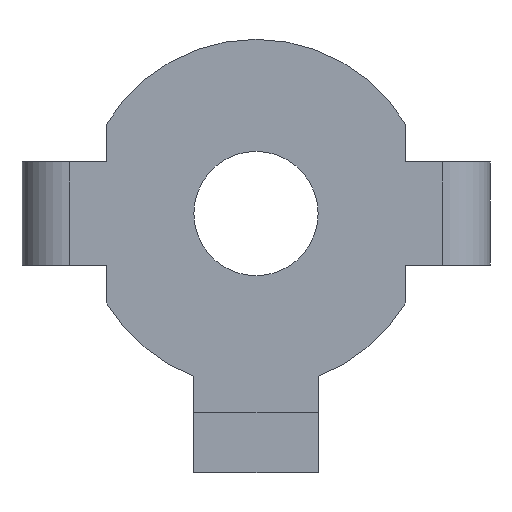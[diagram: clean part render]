
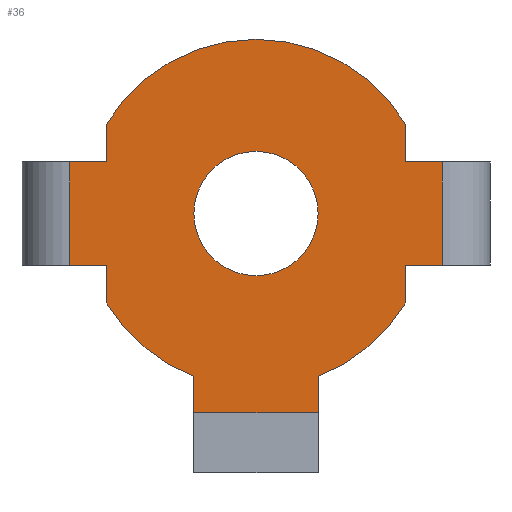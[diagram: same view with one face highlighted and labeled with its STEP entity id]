
A CAD part, front view. The second image highlights one B-rep face of the part: STEP entity #36.
In plain terms, the highlighted planar face has unit normal (0, -1, 0).
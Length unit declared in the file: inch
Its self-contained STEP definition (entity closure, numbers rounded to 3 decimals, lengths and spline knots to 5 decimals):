
#3 = VERTEX_POINT ( 'NONE', #896 ) ;
#4 = AXIS2_PLACEMENT_3D ( 'NONE', #924, #1090, #305 ) ;
#11 = EDGE_CURVE ( 'NONE', #439, #969, #1061, .T. ) ;
#29 = EDGE_CURVE ( 'NONE', #439, #48, #272, .T. ) ;
#35 = CARTESIAN_POINT ( 'NONE',  ( -0.05417, 0., 0. ) ) ;
#36 = ADVANCED_FACE ( 'NONE', ( #993, #588 ), #536, .F. ) ;
#38 = DIRECTION ( 'NONE',  ( 0., 0., 1. ) ) ;
#48 = VERTEX_POINT ( 'NONE', #119 ) ;
#58 = EDGE_CURVE ( 'NONE', #80, #276, #143, .T. ) ;
#75 = CARTESIAN_POINT ( 'NONE',  ( -0.05417, 0., 0.078 ) ) ;
#79 = ORIENTED_EDGE ( 'NONE', *, *, #11, .T. ) ;
#80 = VERTEX_POINT ( 'NONE', #712 ) ;
#83 = EDGE_CURVE ( 'NONE', #329, #489, #844, .T. ) ;
#89 = ORIENTED_EDGE ( 'NONE', *, *, #702, .F. ) ;
#96 = DIRECTION ( 'NONE',  ( 0., 0., 1. ) ) ;
#102 = VERTEX_POINT ( 'NONE', #201 ) ;
#106 = AXIS2_PLACEMENT_3D ( 'NONE', #323, #935, #407 ) ;
#117 = EDGE_CURVE ( 'NONE', #254, #469, #346, .T. ) ;
#119 = CARTESIAN_POINT ( 'NONE',  ( 0.17933, 0., 0.06469 ) ) ;
#143 = LINE ( 'NONE', #435, #314 ) ;
#144 = DIRECTION ( 'NONE',  ( 0., 1., 0. ) ) ;
#153 = VECTOR ( 'NONE', #38, 39.37008 ) ;
#159 = CARTESIAN_POINT ( 'NONE',  ( 0.17933, 0., -0.06469 ) ) ;
#172 = CIRCLE ( 'NONE', #990, 0.2185 ) ;
#175 = VECTOR ( 'NONE', #453, 39.37008 ) ;
#181 = EDGE_CURVE ( 'NONE', #589, #726, #843, .T. ) ;
#189 = CIRCLE ( 'NONE', #106, 0.2185 ) ;
#192 = EDGE_CURVE ( 'NONE', #795, #408, #371, .T. ) ;
#201 = CARTESIAN_POINT ( 'NONE',  ( -0.28767, 0., 0.06469 ) ) ;
#207 = EDGE_LOOP ( 'NONE', ( #304, #89, #468, #955, #264, #332, #1045, #79, #451, #592, #422, #501, #502, #762, #424, #1109 ) ) ;
#211 = CARTESIAN_POINT ( 'NONE',  ( 0., 0., 0. ) ) ;
#216 = EDGE_CURVE ( 'NONE', #726, #589, #682, .T. ) ;
#217 = DIRECTION ( 'NONE',  ( 0., 0., -1. ) ) ;
#238 = DIRECTION ( 'NONE',  ( 0., 1., 0. ) ) ;
#248 = AXIS2_PLACEMENT_3D ( 'NONE', #211, #370, #292 ) ;
#251 = VECTOR ( 'NONE', #96, 39.37008 ) ;
#254 = VERTEX_POINT ( 'NONE', #917 ) ;
#264 = ORIENTED_EDGE ( 'NONE', *, *, #58, .T. ) ;
#272 = LINE ( 'NONE', #626, #175 ) ;
#276 = VERTEX_POINT ( 'NONE', #159 ) ;
#281 = CARTESIAN_POINT ( 'NONE',  ( 0.13333, 0., 0.11219 ) ) ;
#289 = LINE ( 'NONE', #905, #153 ) ;
#292 = DIRECTION ( 'NONE',  ( 0., 0., 1. ) ) ;
#303 = CARTESIAN_POINT ( 'NONE',  ( 0.02383, 0., -0.25 ) ) ;
#304 = ORIENTED_EDGE ( 'NONE', *, *, #798, .F. ) ;
#305 = DIRECTION ( 'NONE',  ( 0., 0., 1. ) ) ;
#314 = VECTOR ( 'NONE', #1075, 39.37008 ) ;
#319 = CARTESIAN_POINT ( 'NONE',  ( 0.02383, 0., -0.2041 ) ) ;
#321 = VECTOR ( 'NONE', #763, 39.37008 ) ;
#323 = CARTESIAN_POINT ( 'NONE',  ( -0.05417, 0., 0. ) ) ;
#327 = CARTESIAN_POINT ( 'NONE',  ( -0.24167, 0., -0.06469 ) ) ;
#329 = VERTEX_POINT ( 'NONE', #379 ) ;
#332 = ORIENTED_EDGE ( 'NONE', *, *, #715, .T. ) ;
#346 = LINE ( 'NONE', #347, #760 ) ;
#347 = CARTESIAN_POINT ( 'NONE',  ( -0.13217, 0., 0. ) ) ;
#349 = LINE ( 'NONE', #399, #938 ) ;
#370 = DIRECTION ( 'NONE',  ( 0., 1., 0. ) ) ;
#371 = LINE ( 'NONE', #832, #498 ) ;
#379 = CARTESIAN_POINT ( 'NONE',  ( 0.13333, 0., -0.11219 ) ) ;
#381 = CARTESIAN_POINT ( 'NONE',  ( -0.28767, 0., -0.06469 ) ) ;
#382 = VECTOR ( 'NONE', #768, 39.37008 ) ;
#398 = CARTESIAN_POINT ( 'NONE',  ( -0.24167, 0., -0.11219 ) ) ;
#399 = CARTESIAN_POINT ( 'NONE',  ( -0.28767, 0., 0. ) ) ;
#407 = DIRECTION ( 'NONE',  ( 0., 0., 1. ) ) ;
#408 = VERTEX_POINT ( 'NONE', #398 ) ;
#416 = DIRECTION ( 'NONE',  ( -1., 0., 0. ) ) ;
#422 = ORIENTED_EDGE ( 'NONE', *, *, #724, .T. ) ;
#424 = ORIENTED_EDGE ( 'NONE', *, *, #464, .F. ) ;
#435 = CARTESIAN_POINT ( 'NONE',  ( 0., 0., -0.06469 ) ) ;
#439 = VERTEX_POINT ( 'NONE', #911 ) ;
#451 = ORIENTED_EDGE ( 'NONE', *, *, #694, .F. ) ;
#453 = DIRECTION ( 'NONE',  ( 1., 0., 0. ) ) ;
#464 = EDGE_CURVE ( 'NONE', #254, #408, #172, .T. ) ;
#468 = ORIENTED_EDGE ( 'NONE', *, *, #83, .F. ) ;
#469 = VERTEX_POINT ( 'NONE', #838 ) ;
#486 = CARTESIAN_POINT ( 'NONE',  ( 0., 0., -0.06469 ) ) ;
#489 = VERTEX_POINT ( 'NONE', #319 ) ;
#493 = DIRECTION ( 'NONE',  ( 0., 0., -1. ) ) ;
#498 = VECTOR ( 'NONE', #217, 39.37008 ) ;
#501 = ORIENTED_EDGE ( 'NONE', *, *, #1049, .T. ) ;
#502 = ORIENTED_EDGE ( 'NONE', *, *, #539, .F. ) ;
#534 = VECTOR ( 'NONE', #898, 39.37008 ) ;
#536 = PLANE ( 'NONE',  #248 ) ;
#539 = EDGE_CURVE ( 'NONE', #795, #965, #732, .T. ) ;
#541 = DIRECTION ( 'NONE',  ( 0., 0., -1. ) ) ;
#551 = CARTESIAN_POINT ( 'NONE',  ( 0., 0., 0.06469 ) ) ;
#586 = CARTESIAN_POINT ( 'NONE',  ( -0.05417, 0., -0.078 ) ) ;
#588 = FACE_OUTER_BOUND ( 'NONE', #207, .T. ) ;
#589 = VERTEX_POINT ( 'NONE', #75 ) ;
#592 = ORIENTED_EDGE ( 'NONE', *, *, #956, .F. ) ;
#612 = VERTEX_POINT ( 'NONE', #303 ) ;
#613 = AXIS2_PLACEMENT_3D ( 'NONE', #1009, #144, #738 ) ;
#617 = VECTOR ( 'NONE', #493, 39.37008 ) ;
#626 = CARTESIAN_POINT ( 'NONE',  ( 0., 0., 0.06469 ) ) ;
#682 = CIRCLE ( 'NONE', #613, 0.078 ) ;
#693 = CARTESIAN_POINT ( 'NONE',  ( -0.24167, 0., 0.11219 ) ) ;
#694 = EDGE_CURVE ( 'NONE', #881, #969, #189, .T. ) ;
#702 = EDGE_CURVE ( 'NONE', #489, #612, #1122, .T. ) ;
#705 = ORIENTED_EDGE ( 'NONE', *, *, #181, .T. ) ;
#707 = AXIS2_PLACEMENT_3D ( 'NONE', #35, #872, #890 ) ;
#712 = CARTESIAN_POINT ( 'NONE',  ( 0.13333, 0., -0.06469 ) ) ;
#715 = EDGE_CURVE ( 'NONE', #276, #48, #853, .T. ) ;
#724 = EDGE_CURVE ( 'NONE', #3, #102, #1081, .T. ) ;
#726 = VERTEX_POINT ( 'NONE', #586 ) ;
#732 = LINE ( 'NONE', #486, #321 ) ;
#738 = DIRECTION ( 'NONE',  ( 0., 0., 1. ) ) ;
#760 = VECTOR ( 'NONE', #799, 39.37008 ) ;
#762 = ORIENTED_EDGE ( 'NONE', *, *, #192, .T. ) ;
#763 = DIRECTION ( 'NONE',  ( -1., 0., 0. ) ) ;
#767 = LINE ( 'NONE', #857, #960 ) ;
#768 = DIRECTION ( 'NONE',  ( 0., 0., 1. ) ) ;
#771 = DIRECTION ( 'NONE',  ( -1., 0., 0. ) ) ;
#795 = VERTEX_POINT ( 'NONE', #327 ) ;
#798 = EDGE_CURVE ( 'NONE', #612, #469, #767, .T. ) ;
#799 = DIRECTION ( 'NONE',  ( 0., 0., -1. ) ) ;
#805 = CARTESIAN_POINT ( 'NONE',  ( 0.13333, 0., 0. ) ) ;
#832 = CARTESIAN_POINT ( 'NONE',  ( -0.24167, 0., 0. ) ) ;
#838 = CARTESIAN_POINT ( 'NONE',  ( -0.13217, 0., -0.25 ) ) ;
#843 = CIRCLE ( 'NONE', #4, 0.078 ) ;
#844 = CIRCLE ( 'NONE', #707, 0.2185 ) ;
#853 = LINE ( 'NONE', #1025, #382 ) ;
#857 = CARTESIAN_POINT ( 'NONE',  ( 0.02383, 0., -0.25 ) ) ;
#872 = DIRECTION ( 'NONE',  ( 0., 1., 0. ) ) ;
#881 = VERTEX_POINT ( 'NONE', #693 ) ;
#890 = DIRECTION ( 'NONE',  ( 0., 0., 1. ) ) ;
#896 = CARTESIAN_POINT ( 'NONE',  ( -0.24167, 0., 0.06469 ) ) ;
#898 = DIRECTION ( 'NONE',  ( 0., 0., 1. ) ) ;
#905 = CARTESIAN_POINT ( 'NONE',  ( 0.13333, 0., 0. ) ) ;
#911 = CARTESIAN_POINT ( 'NONE',  ( 0.13333, 0., 0.06469 ) ) ;
#917 = CARTESIAN_POINT ( 'NONE',  ( -0.13217, 0., -0.2041 ) ) ;
#924 = CARTESIAN_POINT ( 'NONE',  ( -0.05417, 0., 0. ) ) ;
#935 = DIRECTION ( 'NONE',  ( 0., 1., 0. ) ) ;
#938 = VECTOR ( 'NONE', #541, 39.37008 ) ;
#939 = CARTESIAN_POINT ( 'NONE',  ( -0.05417, 0., 0. ) ) ;
#948 = ORIENTED_EDGE ( 'NONE', *, *, #216, .T. ) ;
#949 = LINE ( 'NONE', #979, #534 ) ;
#955 = ORIENTED_EDGE ( 'NONE', *, *, #963, .T. ) ;
#956 = EDGE_CURVE ( 'NONE', #3, #881, #949, .T. ) ;
#960 = VECTOR ( 'NONE', #771, 39.37008 ) ;
#963 = EDGE_CURVE ( 'NONE', #329, #80, #289, .T. ) ;
#965 = VERTEX_POINT ( 'NONE', #381 ) ;
#969 = VERTEX_POINT ( 'NONE', #281 ) ;
#979 = CARTESIAN_POINT ( 'NONE',  ( -0.24167, 0., 0. ) ) ;
#990 = AXIS2_PLACEMENT_3D ( 'NONE', #939, #238, #1021 ) ;
#993 = FACE_BOUND ( 'NONE', #1054, .T. ) ;
#1009 = CARTESIAN_POINT ( 'NONE',  ( -0.05417, 0., 0. ) ) ;
#1021 = DIRECTION ( 'NONE',  ( 0., 0., 1. ) ) ;
#1025 = CARTESIAN_POINT ( 'NONE',  ( 0.17933, 0., 0.06469 ) ) ;
#1028 = CARTESIAN_POINT ( 'NONE',  ( 0.02383, 0., 0. ) ) ;
#1037 = VECTOR ( 'NONE', #416, 39.37008 ) ;
#1045 = ORIENTED_EDGE ( 'NONE', *, *, #29, .F. ) ;
#1049 = EDGE_CURVE ( 'NONE', #102, #965, #349, .T. ) ;
#1054 = EDGE_LOOP ( 'NONE', ( #948, #705 ) ) ;
#1061 = LINE ( 'NONE', #805, #251 ) ;
#1075 = DIRECTION ( 'NONE',  ( 1., 0., 0. ) ) ;
#1081 = LINE ( 'NONE', #551, #1037 ) ;
#1090 = DIRECTION ( 'NONE',  ( 0., 1., 0. ) ) ;
#1109 = ORIENTED_EDGE ( 'NONE', *, *, #117, .T. ) ;
#1122 = LINE ( 'NONE', #1028, #617 ) ;
